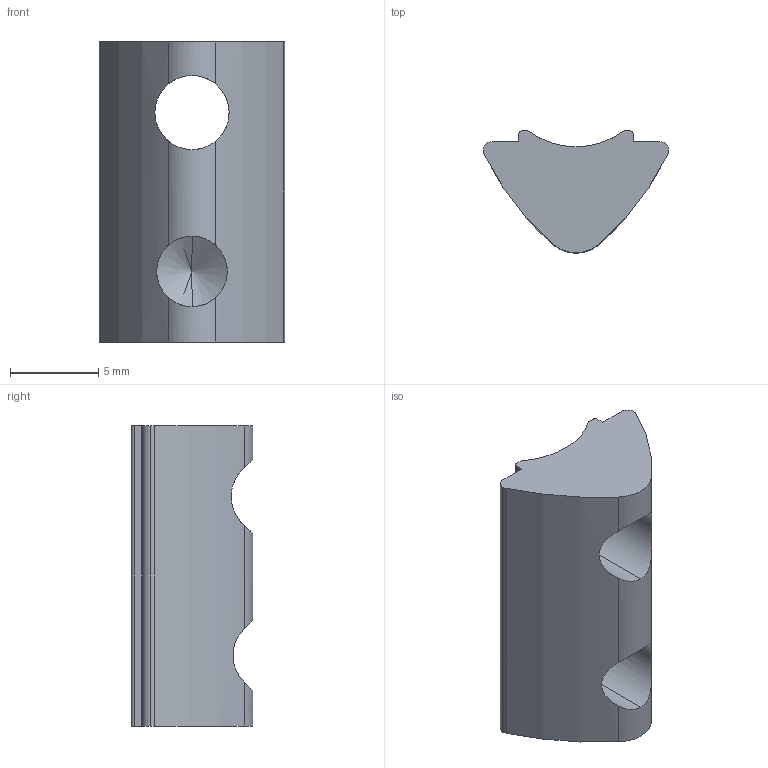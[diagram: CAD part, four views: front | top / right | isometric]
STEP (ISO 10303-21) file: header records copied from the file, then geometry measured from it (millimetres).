
FILE_DESCRIPTION(('FreeCAD Model'),'2;1');
FILE_NAME('Open CASCADE Shape Model','2024-03-18T17:41:54',(''),(''), 'Open CASCADE STEP processor 7.6','FreeCAD','Unknown');
FILE_SCHEMA(('AUTOMOTIVE_DESIGN { 1 0 10303 214 1 1 1 1 }'));
Length unit declared in the file: millimetre
Products named in the file (1): STI6-EM4
Bounding box: 10.5 x 6.9 x 17 mm (x, y, z)
Volume: 629.3 mm3; surface area: 664.9 mm2
Topology: 1 solids, 1 shells, 28 faces, 82 edges, 53 vertices
Faces by surface type: cylinder 18, plane 8, cone 2
Entity records: 3110 total; most frequent: CARTESIAN_POINT 1550, DIRECTION 276, ORIENTED_EDGE 160, PCURVE 160, DEFINITIONAL_REPRESENTATION 160, LINE 148, VECTOR 148, EDGE_CURVE 80
